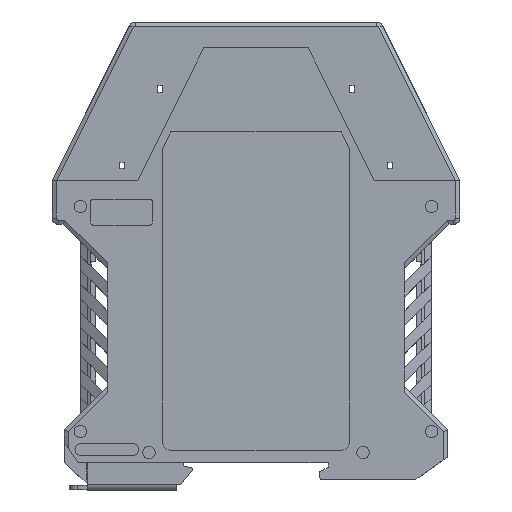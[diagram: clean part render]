
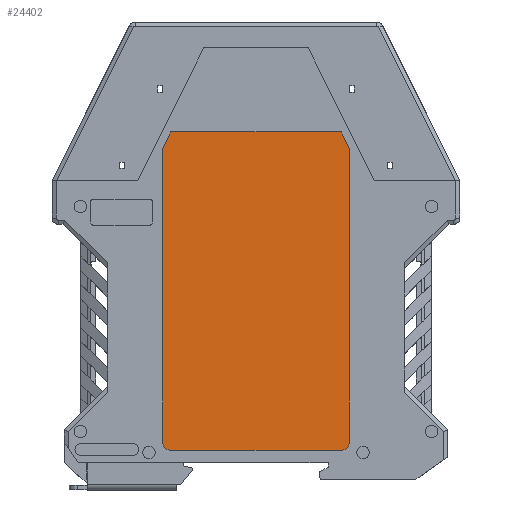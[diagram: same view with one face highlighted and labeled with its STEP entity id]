
A CAD part, top view. The second image highlights one B-rep face of the part: STEP entity #24402.
In plain terms, the highlighted planar face has unit normal (0, 0, 1).
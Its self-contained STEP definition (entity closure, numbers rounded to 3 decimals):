
#304 = CARTESIAN_POINT ( 'NONE',  ( 22.65, 84.3, 11.1 ) ) ;
#621 = FACE_OUTER_BOUND ( 'NONE', #35247, .T. ) ;
#1847 = VERTEX_POINT ( 'NONE', #20043 ) ;
#4005 = VERTEX_POINT ( 'NONE', #29955 ) ;
#4183 = CARTESIAN_POINT ( 'NONE',  ( -20.65, 13., 11.1 ) ) ;
#4328 = CIRCLE ( 'NONE', #18367, 2. ) ;
#4706 = CARTESIAN_POINT ( 'NONE',  ( -22.65, 84.3, 11.1 ) ) ;
#7238 = CIRCLE ( 'NONE', #39661, 2. ) ;
#7336 = VERTEX_POINT ( 'NONE', #4706 ) ;
#8122 = VECTOR ( 'NONE', #12928, 1000. ) ;
#8690 = EDGE_CURVE ( 'NONE', #18293, #20809, #9296, .T. ) ;
#8730 = DIRECTION ( 'NONE',  ( 1., 0., 0. ) ) ;
#9296 = LINE ( 'NONE', #23346, #20204 ) ;
#9397 = VECTOR ( 'NONE', #44253, 1000. ) ;
#9786 = EDGE_CURVE ( 'NONE', #1847, #7336, #10762, .T. ) ;
#10032 = ORIENTED_EDGE ( 'NONE', *, *, #23556, .T. ) ;
#10397 = VERTEX_POINT ( 'NONE', #29130 ) ;
#10509 = ORIENTED_EDGE ( 'NONE', *, *, #16642, .T. ) ;
#10762 = LINE ( 'NONE', #42759, #31611 ) ;
#10995 = LINE ( 'NONE', #304, #42032 ) ;
#11096 = DIRECTION ( 'NONE',  ( 1., 0., 0. ) ) ;
#12200 = CARTESIAN_POINT ( 'NONE',  ( 20.65, 13., 11.1 ) ) ;
#12663 = LINE ( 'NONE', #27407, #9397 ) ;
#12928 = DIRECTION ( 'NONE',  ( 0., 1., 0. ) ) ;
#13081 = ORIENTED_EDGE ( 'NONE', *, *, #36535, .T. ) ;
#14659 = DIRECTION ( 'NONE',  ( -0.447, -0.894, 0. ) ) ;
#15351 = CARTESIAN_POINT ( 'NONE',  ( 20.65, 11., 11.1 ) ) ;
#16629 = CARTESIAN_POINT ( 'NONE',  ( -22.65, 84.3, 11.1 ) ) ;
#16642 = EDGE_CURVE ( 'NONE', #10397, #1847, #12663, .T. ) ;
#17579 = ORIENTED_EDGE ( 'NONE', *, *, #29755, .T. ) ;
#18293 = VERTEX_POINT ( 'NONE', #44897 ) ;
#18367 = AXIS2_PLACEMENT_3D ( 'NONE', #4183, #24494, #42479 ) ;
#18445 = PLANE ( 'NONE',  #30343 ) ;
#18523 = ORIENTED_EDGE ( 'NONE', *, *, #9786, .T. ) ;
#18651 = DIRECTION ( 'NONE',  ( 0., 0., 1. ) ) ;
#20043 = CARTESIAN_POINT ( 'NONE',  ( -20.65, 88.3, 11.1 ) ) ;
#20204 = VECTOR ( 'NONE', #30700, 1000. ) ;
#20809 = VERTEX_POINT ( 'NONE', #15351 ) ;
#21196 = CARTESIAN_POINT ( 'NONE',  ( 22.65, 13., 11.1 ) ) ;
#22261 = VERTEX_POINT ( 'NONE', #26264 ) ;
#22654 = ORIENTED_EDGE ( 'NONE', *, *, #41479, .T. ) ;
#23061 = LINE ( 'NONE', #21196, #8122 ) ;
#23346 = CARTESIAN_POINT ( 'NONE',  ( -20.65, 11., 11.1 ) ) ;
#23556 = EDGE_CURVE ( 'NONE', #20809, #4005, #7238, .T. ) ;
#24187 = VERTEX_POINT ( 'NONE', #37977 ) ;
#24402 = ADVANCED_FACE ( 'NONE', ( #621 ), #18445, .T. ) ;
#24494 = DIRECTION ( 'NONE',  ( 0., 0., 1. ) ) ;
#26264 = CARTESIAN_POINT ( 'NONE',  ( -22.65, 13., 11.1 ) ) ;
#27407 = CARTESIAN_POINT ( 'NONE',  ( 20.65, 88.3, 11.1 ) ) ;
#27429 = LINE ( 'NONE', #16629, #42216 ) ;
#28564 = DIRECTION ( 'NONE',  ( 0., 0., 1. ) ) ;
#29130 = CARTESIAN_POINT ( 'NONE',  ( 20.65, 88.3, 11.1 ) ) ;
#29755 = EDGE_CURVE ( 'NONE', #24187, #10397, #10995, .T. ) ;
#29955 = CARTESIAN_POINT ( 'NONE',  ( 22.65, 13., 11.1 ) ) ;
#30343 = AXIS2_PLACEMENT_3D ( 'NONE', #35508, #28564, #11096 ) ;
#30650 = DIRECTION ( 'NONE',  ( 0., -1., 0. ) ) ;
#30700 = DIRECTION ( 'NONE',  ( 1., 0., 0. ) ) ;
#31611 = VECTOR ( 'NONE', #14659, 1000. ) ;
#35247 = EDGE_LOOP ( 'NONE', ( #10509, #18523, #41658, #22654, #45049, #10032, #13081, #17579 ) ) ;
#35508 = CARTESIAN_POINT ( 'NONE',  ( 6.465, 83.955, 11.1 ) ) ;
#35628 = DIRECTION ( 'NONE',  ( -0.447, 0.894, 0. ) ) ;
#36535 = EDGE_CURVE ( 'NONE', #4005, #24187, #23061, .T. ) ;
#37371 = EDGE_CURVE ( 'NONE', #7336, #22261, #27429, .T. ) ;
#37977 = CARTESIAN_POINT ( 'NONE',  ( 22.65, 84.3, 11.1 ) ) ;
#39661 = AXIS2_PLACEMENT_3D ( 'NONE', #12200, #18651, #8730 ) ;
#41479 = EDGE_CURVE ( 'NONE', #22261, #18293, #4328, .T. ) ;
#41658 = ORIENTED_EDGE ( 'NONE', *, *, #37371, .T. ) ;
#42032 = VECTOR ( 'NONE', #35628, 1000. ) ;
#42216 = VECTOR ( 'NONE', #30650, 1000. ) ;
#42479 = DIRECTION ( 'NONE',  ( 1., 0., 0. ) ) ;
#42759 = CARTESIAN_POINT ( 'NONE',  ( -20.65, 88.3, 11.1 ) ) ;
#44253 = DIRECTION ( 'NONE',  ( -1., 0., 0. ) ) ;
#44897 = CARTESIAN_POINT ( 'NONE',  ( -20.65, 11., 11.1 ) ) ;
#45049 = ORIENTED_EDGE ( 'NONE', *, *, #8690, .T. ) ;
